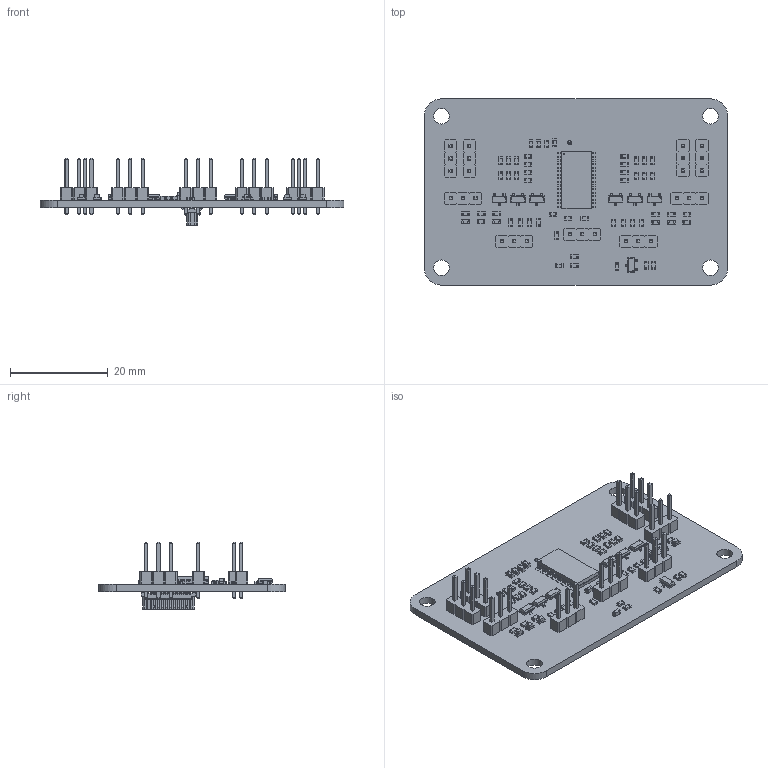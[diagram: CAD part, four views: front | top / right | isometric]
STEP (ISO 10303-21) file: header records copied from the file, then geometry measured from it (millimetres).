
FILE_DESCRIPTION(('KiCad electronic assembly'),'2;1');
FILE_NAME('LVMuxPCB.step','2025-10-13T17:20:38',('Pcbnew'),('Kicad'), 'Open CASCADE STEP processor 7.8','KiCad to STEP converter','Unknown' );
FILE_SCHEMA(('AUTOMOTIVE_DESIGN { 1 0 10303 214 1 1 1 1 }'));
Length unit declared in the file: millimetre
Products named in the file (11): LVMuxPCB 1; LED_0603_1608Metric; R_0603_1608Metric; C_0603_1608Metric; PinHeader_1x03_P2.54mm_Vertical; IRLML6401TRPBF; SSOP-32_11.305x20.495mm_P1.27mm; kicad_embedded_859D8F87712FC3AA3CD0B09B2C2BA353; SOLID; COMPOUND; LVMuxPCB_PCB
Assembly tree (75 placements, depth 3):
  LVMuxPCB 1
    LED_0603_1608Metric  x6
    R_0603_1608Metric  x40
    C_0603_1608Metric  x8
    PinHeader_1x03_P2.54mm_Vertical  x9
    IRLML6401TRPBF  x7
    SSOP-32_11.305x20.495mm_P1.27mm
    kicad_embedded_859D8F87712FC3AA3CD0B09B2C2BA353
      SOLID
      COMPOUND
    LVMuxPCB_PCB
Bounding box: 62.1 x 38.1 x 13.78 mm (x, y, z)
Volume: 4262.2 mm3; surface area: 7421.1 mm2
Topology: 101 solids, 101 shells, 4167 faces, 10823 edges, 7092 vertices
Faces by surface type: plane 3018, cylinder 629, bspline 516, cone 4
Full cylindrical faces by diameter (mm): 0.85 x2, 1 x27, 3.2 x4
Entity records: 57293 total; most frequent: CARTESIAN_POINT 13076, ORIENTED_EDGE 9144, DIRECTION 6077, EDGE_CURVE 4572, LINE 3059, VECTOR 3059, VERTEX_POINT 2934, FACE_BOUND 1846
